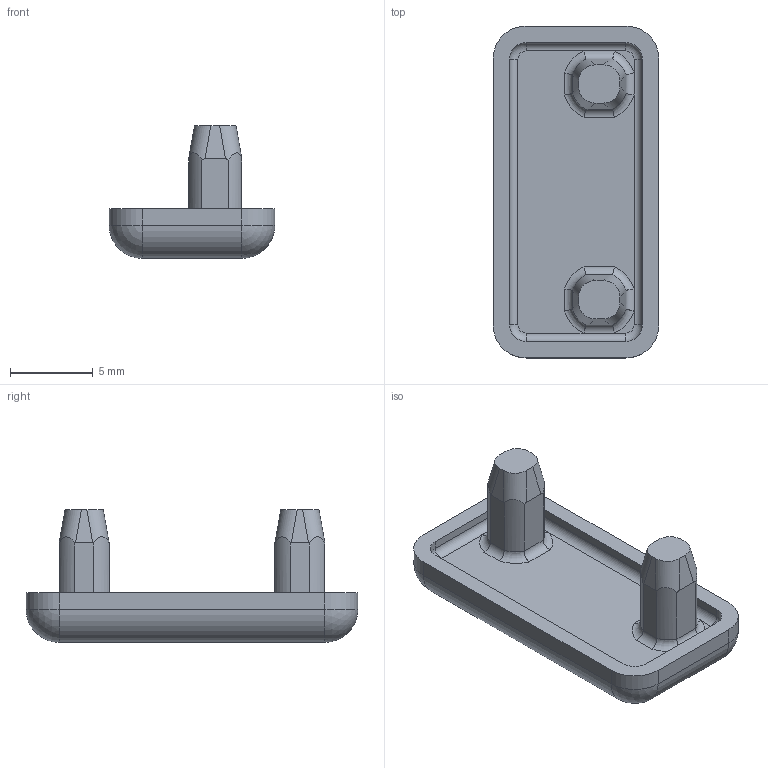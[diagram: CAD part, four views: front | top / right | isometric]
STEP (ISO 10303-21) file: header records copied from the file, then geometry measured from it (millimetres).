
FILE_DESCRIPTION(('FreeCAD Model'),'2;1');
FILE_NAME('Open CASCADE Shape Model','2024-03-18T14:27:07',(''),(''), 'Open CASCADE STEP processor 7.6','FreeCAD','Unknown');
FILE_SCHEMA(('AUTOMOTIVE_DESIGN { 1 0 10303 214 1 1 1 1 }'));
Length unit declared in the file: millimetre
Products named in the file (1): STI5-C1020
Bounding box: 10 x 20 x 8 mm (x, y, z)
Volume: 499.2 mm3; surface area: 662.3 mm2
Topology: 1 solids, 1 shells, 86 faces, 211 edges, 124 vertices
Faces by surface type: cylinder 40, plane 30, torus 12, sphere 4
Entity records: 7012 total; most frequent: CARTESIAN_POINT 3056, DIRECTION 689, ORIENTED_EDGE 414, PCURVE 414, DEFINITIONAL_REPRESENTATION 414, LINE 399, VECTOR 399, EDGE_CURVE 207
